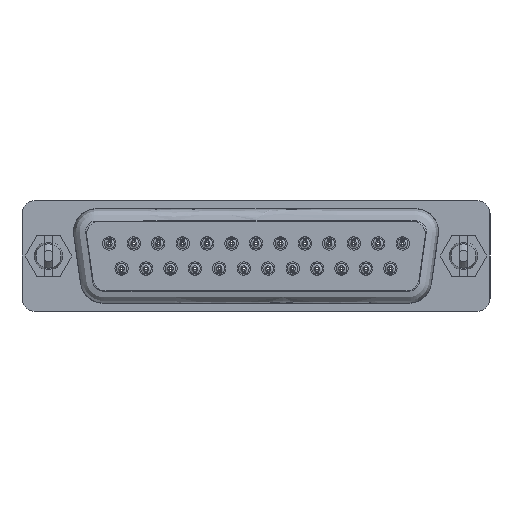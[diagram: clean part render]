
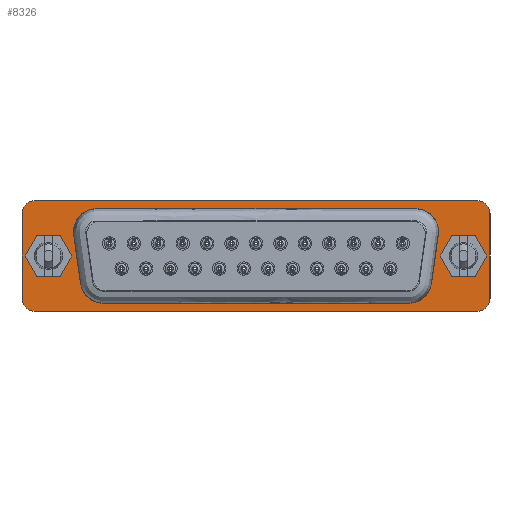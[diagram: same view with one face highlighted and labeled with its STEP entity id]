
A CAD part, front view. The second image highlights one B-rep face of the part: STEP entity #8326.
In plain terms, the highlighted planar face has unit normal (0, -1, 0).
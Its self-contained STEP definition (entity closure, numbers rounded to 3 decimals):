
#921=LINE('',#14425,#1451);
#922=LINE('',#14429,#1452);
#923=LINE('',#14433,#1453);
#924=LINE('',#14437,#1454);
#925=LINE('',#14443,#1455);
#926=LINE('',#14447,#1456);
#927=LINE('',#14451,#1457);
#928=LINE('',#14455,#1458);
#1451=VECTOR('',#11832,1000.);
#1452=VECTOR('',#11835,1000.);
#1453=VECTOR('',#11838,1000.);
#1454=VECTOR('',#11841,1000.);
#1455=VECTOR('',#11846,1000.);
#1456=VECTOR('',#11849,1000.);
#1457=VECTOR('',#11852,1000.);
#1458=VECTOR('',#11855,1000.);
#3200=ORIENTED_EDGE('',*,*,#4648,.T.);
#3201=ORIENTED_EDGE('',*,*,#4649,.T.);
#3202=ORIENTED_EDGE('',*,*,#4650,.T.);
#3203=ORIENTED_EDGE('',*,*,#4651,.T.);
#3204=ORIENTED_EDGE('',*,*,#4652,.T.);
#3205=ORIENTED_EDGE('',*,*,#4653,.T.);
#3206=ORIENTED_EDGE('',*,*,#4654,.T.);
#3207=ORIENTED_EDGE('',*,*,#4655,.T.);
#3208=ORIENTED_EDGE('',*,*,#4656,.T.);
#3209=ORIENTED_EDGE('',*,*,#4657,.F.);
#3210=ORIENTED_EDGE('',*,*,#4658,.F.);
#3211=ORIENTED_EDGE('',*,*,#4659,.F.);
#3212=ORIENTED_EDGE('',*,*,#4660,.F.);
#3213=ORIENTED_EDGE('',*,*,#4661,.F.);
#3214=ORIENTED_EDGE('',*,*,#4662,.F.);
#3215=ORIENTED_EDGE('',*,*,#4663,.F.);
#3216=ORIENTED_EDGE('',*,*,#4664,.F.);
#3217=ORIENTED_EDGE('',*,*,#4665,.T.);
#4648=EDGE_CURVE('',#5522,#5523,#6148,.T.);
#4649=EDGE_CURVE('',#5523,#5524,#921,.T.);
#4650=EDGE_CURVE('',#5524,#5525,#6149,.T.);
#4651=EDGE_CURVE('',#5525,#5526,#922,.T.);
#4652=EDGE_CURVE('',#5526,#5527,#6150,.T.);
#4653=EDGE_CURVE('',#5527,#5528,#923,.T.);
#4654=EDGE_CURVE('',#5528,#5529,#6151,.T.);
#4655=EDGE_CURVE('',#5529,#5522,#924,.T.);
#4656=EDGE_CURVE('',#5530,#5530,#6152,.T.);
#4657=EDGE_CURVE('',#5531,#5532,#6153,.T.);
#4658=EDGE_CURVE('',#5533,#5531,#925,.T.);
#4659=EDGE_CURVE('',#5534,#5533,#6154,.T.);
#4660=EDGE_CURVE('',#5535,#5534,#926,.T.);
#4661=EDGE_CURVE('',#5536,#5535,#6155,.T.);
#4662=EDGE_CURVE('',#5537,#5536,#927,.T.);
#4663=EDGE_CURVE('',#5538,#5537,#6156,.T.);
#4664=EDGE_CURVE('',#5532,#5538,#928,.T.);
#4665=EDGE_CURVE('',#5539,#5539,#6157,.T.);
#5522=VERTEX_POINT('',#14423);
#5523=VERTEX_POINT('',#14424);
#5524=VERTEX_POINT('',#14426);
#5525=VERTEX_POINT('',#14428);
#5526=VERTEX_POINT('',#14430);
#5527=VERTEX_POINT('',#14432);
#5528=VERTEX_POINT('',#14434);
#5529=VERTEX_POINT('',#14436);
#5530=VERTEX_POINT('',#14439);
#5531=VERTEX_POINT('',#14441);
#5532=VERTEX_POINT('',#14442);
#5533=VERTEX_POINT('',#14444);
#5534=VERTEX_POINT('',#14446);
#5535=VERTEX_POINT('',#14448);
#5536=VERTEX_POINT('',#14450);
#5537=VERTEX_POINT('',#14452);
#5538=VERTEX_POINT('',#14454);
#5539=VERTEX_POINT('',#14457);
#6148=CIRCLE('',#9597,2.6);
#6149=CIRCLE('',#9598,2.6);
#6150=CIRCLE('',#9599,2.6);
#6151=CIRCLE('',#9600,2.6);
#6152=CIRCLE('',#9601,1.5);
#6153=CIRCLE('',#9602,1.5);
#6154=CIRCLE('',#9603,1.5);
#6155=CIRCLE('',#9604,1.5);
#6156=CIRCLE('',#9605,1.5);
#6157=CIRCLE('',#9606,1.5);
#6825=EDGE_LOOP('',(#3200,#3201,#3202,#3203,#3204,#3205,#3206,#3207));
#6826=EDGE_LOOP('',(#3208));
#6827=EDGE_LOOP('',(#3209,#3210,#3211,#3212,#3213,#3214,#3215,#3216));
#6828=EDGE_LOOP('',(#3217));
#7578=FACE_BOUND('',#6825,.T.);
#7579=FACE_BOUND('',#6826,.T.);
#7580=FACE_BOUND('',#6827,.T.);
#7581=FACE_BOUND('',#6828,.T.);
#7877=PLANE('',#9596);
#8326=ADVANCED_FACE('',(#7578,#7579,#7580,#7581),#7877,.F.);
#9596=AXIS2_PLACEMENT_3D('',#14421,#11828,#11829);
#9597=AXIS2_PLACEMENT_3D('',#14422,#11830,#11831);
#9598=AXIS2_PLACEMENT_3D('',#14427,#11833,#11834);
#9599=AXIS2_PLACEMENT_3D('',#14431,#11836,#11837);
#9600=AXIS2_PLACEMENT_3D('',#14435,#11839,#11840);
#9601=AXIS2_PLACEMENT_3D('',#14438,#11842,#11843);
#9602=AXIS2_PLACEMENT_3D('',#14440,#11844,#11845);
#9603=AXIS2_PLACEMENT_3D('',#14445,#11847,#11848);
#9604=AXIS2_PLACEMENT_3D('',#14449,#11850,#11851);
#9605=AXIS2_PLACEMENT_3D('',#14453,#11853,#11854);
#9606=AXIS2_PLACEMENT_3D('',#14456,#11856,#11857);
#11828=DIRECTION('',(0.,1.,0.));
#11829=DIRECTION('',(0.,0.,1.));
#11830=DIRECTION('',(0.,1.,0.));
#11831=DIRECTION('',(1.,0.,0.));
#11832=DIRECTION('',(1.,0.,0.));
#11833=DIRECTION('',(0.,1.,0.));
#11834=DIRECTION('',(-1.,0.,0.));
#11835=DIRECTION('',(-0.139,0.,-0.99));
#11836=DIRECTION('',(0.,1.,0.));
#11837=DIRECTION('',(1.,0.,0.));
#11838=DIRECTION('',(-1.,0.,0.));
#11839=DIRECTION('',(0.,1.,0.));
#11840=DIRECTION('',(1.,0.,0.));
#11841=DIRECTION('',(-0.139,0.,0.99));
#11842=DIRECTION('',(0.,1.,0.));
#11843=DIRECTION('',(1.,0.,0.));
#11844=DIRECTION('',(0.,1.,0.));
#11845=DIRECTION('',(1.,0.,0.));
#11846=DIRECTION('',(0.,0.,1.));
#11847=DIRECTION('',(0.,1.,0.));
#11848=DIRECTION('',(1.,0.,0.));
#11849=DIRECTION('',(-1.,0.,0.));
#11850=DIRECTION('',(0.,1.,0.));
#11851=DIRECTION('',(1.,0.,0.));
#11852=DIRECTION('',(0.,0.,-1.));
#11853=DIRECTION('',(0.,1.,0.));
#11854=DIRECTION('',(-1.,0.,0.));
#11855=DIRECTION('',(1.,0.,0.));
#11856=DIRECTION('',(0.,1.,0.));
#11857=DIRECTION('',(1.,0.,0.));
#14421=CARTESIAN_POINT('',(-25.025,0.,4.775));
#14422=CARTESIAN_POINT('',(-18.09,0.,2.76));
#14423=CARTESIAN_POINT('',(-20.665,0.,2.398));
#14424=CARTESIAN_POINT('',(-18.09,0.,5.36));
#14425=CARTESIAN_POINT('',(-18.09,0.,5.36));
#14426=CARTESIAN_POINT('',(18.09,0.,5.36));
#14427=CARTESIAN_POINT('',(18.09,0.,2.76));
#14428=CARTESIAN_POINT('',(20.665,0.,2.398));
#14429=CARTESIAN_POINT('',(20.665,0.,2.398));
#14430=CARTESIAN_POINT('',(19.889,0.,-3.122));
#14431=CARTESIAN_POINT('',(17.314,0.,-2.76));
#14432=CARTESIAN_POINT('',(17.314,0.,-5.36));
#14433=CARTESIAN_POINT('',(17.314,0.,-5.36));
#14434=CARTESIAN_POINT('',(-17.314,0.,-5.36));
#14435=CARTESIAN_POINT('',(-17.314,0.,-2.76));
#14436=CARTESIAN_POINT('',(-19.889,0.,-3.122));
#14437=CARTESIAN_POINT('',(-19.889,0.,-3.122));
#14438=CARTESIAN_POINT('',(-23.52,0.,0.));
#14439=CARTESIAN_POINT('',(-22.02,0.,0.));
#14440=CARTESIAN_POINT('',(-25.025,0.,4.775));
#14441=CARTESIAN_POINT('',(-26.525,0.,4.775));
#14442=CARTESIAN_POINT('',(-25.025,0.,6.275));
#14443=CARTESIAN_POINT('',(-26.525,0.,-4.775));
#14444=CARTESIAN_POINT('',(-26.525,0.,-4.775));
#14445=CARTESIAN_POINT('',(-25.025,0.,-4.775));
#14446=CARTESIAN_POINT('',(-25.025,0.,-6.275));
#14447=CARTESIAN_POINT('',(25.025,0.,-6.275));
#14448=CARTESIAN_POINT('',(25.025,0.,-6.275));
#14449=CARTESIAN_POINT('',(25.025,0.,-4.775));
#14450=CARTESIAN_POINT('',(26.525,0.,-4.775));
#14451=CARTESIAN_POINT('',(26.525,0.,4.775));
#14452=CARTESIAN_POINT('',(26.525,0.,4.775));
#14453=CARTESIAN_POINT('',(25.025,0.,4.775));
#14454=CARTESIAN_POINT('',(25.025,0.,6.275));
#14455=CARTESIAN_POINT('',(-25.025,0.,6.275));
#14456=CARTESIAN_POINT('',(23.52,0.,0.));
#14457=CARTESIAN_POINT('',(25.02,0.,0.));
